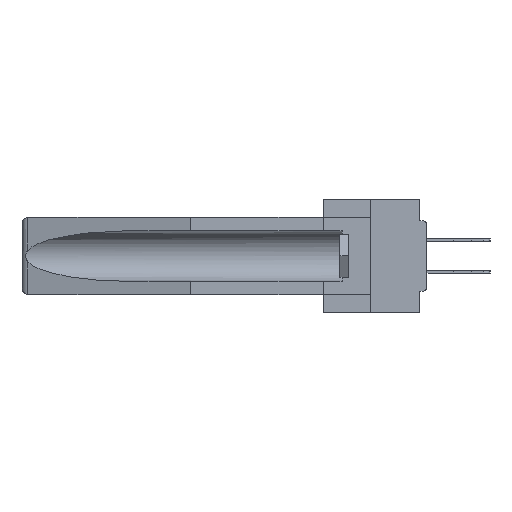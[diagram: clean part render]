
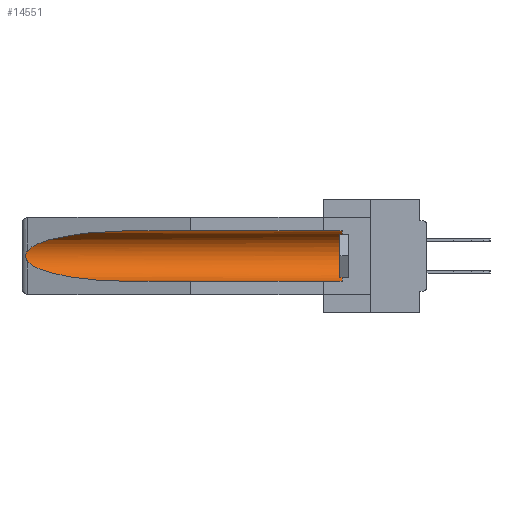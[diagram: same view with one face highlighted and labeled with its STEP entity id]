
A CAD part, left-side view. The second image highlights one B-rep face of the part: STEP entity #14551.
In plain terms, the highlighted cylindrical face has radius 2.857 mm (diameter 5.715 mm), a partial arc.
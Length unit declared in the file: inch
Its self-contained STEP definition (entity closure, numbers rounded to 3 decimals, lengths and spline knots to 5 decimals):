
#206 = EDGE_CURVE ( 'NONE', #12988, #4527, #19841, .T. ) ;
#1250 = CARTESIAN_POINT ( 'NONE',  ( 0.21114, 1.30732, -0.059 ) ) ;
#1283 = CARTESIAN_POINT ( 'NONE',  ( 0.155, 0.126, -0.284 ) ) ;
#2097 = CARTESIAN_POINT ( 'NONE',  ( 0.2675, 1.53308, -0.17534 ) ) ;
#2126 = AXIS2_PLACEMENT_3D ( 'NONE', #9255, #28755, #20410 ) ;
#2422 = VERTEX_POINT ( 'NONE', #1283 ) ;
#2578 = CARTESIAN_POINT ( 'NONE',  ( 0.26537, 1.52718, -0.19328 ) ) ;
#4527 = VERTEX_POINT ( 'NONE', #24237 ) ;
#6530 = CARTESIAN_POINT ( 'NONE',  ( 0.155, 0.126, -0.059 ) ) ;
#7014 = CARTESIAN_POINT ( 'NONE',  ( 0.26654, 1.53092, -0.15636 ) ) ;
#7152 =( BOUNDED_CURVE ( )  B_SPLINE_CURVE ( 3, ( #18465, #13000, #13117, #35061 ),
 .UNSPECIFIED., .F., .F. ) 
 B_SPLINE_CURVE_WITH_KNOTS ( ( 4, 4 ),
 ( 0.1948, 1.5708 ),
 .UNSPECIFIED. ) 
 CURVE ( )  GEOMETRIC_REPRESENTATION_ITEM ( )  RATIONAL_B_SPLINE_CURVE ( ( 1., 0.848, 0.848, 1. ) ) 
 REPRESENTATION_ITEM ( '' )  );
#7703 = DIRECTION ( 'NONE',  ( 0., 0., 1. ) ) ;
#8175 = CARTESIAN_POINT ( 'NONE',  ( 0.26537, 1.52718, -0.14972 ) ) ;
#8483 = ORIENTED_EDGE ( 'NONE', *, *, #21755, .T. ) ;
#9255 = CARTESIAN_POINT ( 'NONE',  ( 0.155, -0.30754, -0.1715 ) ) ;
#9319 = VECTOR ( 'NONE', #34082, 39.37008 ) ;
#10025 = ORIENTED_EDGE ( 'NONE', *, *, #35107, .T. ) ;
#10646 = ORIENTED_EDGE ( 'NONE', *, *, #33320, .F. ) ;
#10696 = CARTESIAN_POINT ( 'NONE',  ( 0.26655, 1.53094, -0.18657 ) ) ;
#11768 = CARTESIAN_POINT ( 'NONE',  ( 0.155, -0.30754, -0.284 ) ) ;
#12863 = LINE ( 'NONE', #34328, #9319 ) ;
#12988 = VERTEX_POINT ( 'NONE', #8175 ) ;
#13000 = CARTESIAN_POINT ( 'NONE',  ( 0.25451, 1.48313, -0.24835 ) ) ;
#13117 = CARTESIAN_POINT ( 'NONE',  ( 0.21114, 1.30732, -0.284 ) ) ;
#13840 = VERTEX_POINT ( 'NONE', #26498 ) ;
#14346 = VERTEX_POINT ( 'NONE', #22510 ) ;
#14551 = ADVANCED_FACE ( 'NONE', ( #32773 ), #17823, .F. ) ;
#16009 = VECTOR ( 'NONE', #31384, 39.37008 ) ;
#17002 = ORIENTED_EDGE ( 'NONE', *, *, #206, .T. ) ;
#17823 = CYLINDRICAL_SURFACE ( 'NONE', #2126, 0.1125 ) ;
#18465 = CARTESIAN_POINT ( 'NONE',  ( 0.26537, 1.52718, -0.19328 ) ) ;
#18528 = CARTESIAN_POINT ( 'NONE',  ( 0.2673, 1.5327, -0.16383 ) ) ;
#19207 = ORIENTED_EDGE ( 'NONE', *, *, #35449, .T. ) ;
#19841 = B_SPLINE_CURVE_WITH_KNOTS ( 'NONE', 3,
 ( #35256, #32521, #7014, #18528, #29449, #2097, #24922, #10696, #24807, #2578 ),
 .UNSPECIFIED., .F., .F.,
 ( 4, 2, 2, 2, 4 ),
 ( 0., 0.00029, 0.00058, 0.00087, 0.00117 ),
 .UNSPECIFIED. ) ;
#19935 = CIRCLE ( 'NONE', #32160, 0.1125 ) ;
#20410 = DIRECTION ( 'NONE',  ( 0., 0., 1. ) ) ;
#21755 = EDGE_CURVE ( 'NONE', #14346, #12988, #24342, .T. ) ;
#22510 = CARTESIAN_POINT ( 'NONE',  ( 0.155, 1.07973, -0.059 ) ) ;
#22993 = VERTEX_POINT ( 'NONE', #6530 ) ;
#24237 = CARTESIAN_POINT ( 'NONE',  ( 0.26537, 1.52718, -0.19328 ) ) ;
#24342 =( BOUNDED_CURVE ( )  B_SPLINE_CURVE ( 3, ( #26399, #1250, #35640, #27015 ),
 .UNSPECIFIED., .F., .F. ) 
 B_SPLINE_CURVE_WITH_KNOTS ( ( 4, 4 ),
 ( 4.71239, 6.08839 ),
 .UNSPECIFIED. ) 
 CURVE ( )  GEOMETRIC_REPRESENTATION_ITEM ( )  RATIONAL_B_SPLINE_CURVE ( ( 1., 0.848, 0.848, 1. ) ) 
 REPRESENTATION_ITEM ( '' )  );
#24807 = CARTESIAN_POINT ( 'NONE',  ( 0.26597, 1.5296, -0.19026 ) ) ;
#24922 = CARTESIAN_POINT ( 'NONE',  ( 0.2673, 1.53269, -0.17917 ) ) ;
#26399 = CARTESIAN_POINT ( 'NONE',  ( 0.155, 1.07973, -0.059 ) ) ;
#26408 = ORIENTED_EDGE ( 'NONE', *, *, #33639, .T. ) ;
#26498 = CARTESIAN_POINT ( 'NONE',  ( 0.155, 1.07973, -0.284 ) ) ;
#26836 = CARTESIAN_POINT ( 'NONE',  ( 0.155, 0.126, -0.1715 ) ) ;
#27015 = CARTESIAN_POINT ( 'NONE',  ( 0.26537, 1.52718, -0.14972 ) ) ;
#28755 = DIRECTION ( 'NONE',  ( 0., 1., 0. ) ) ;
#29449 = CARTESIAN_POINT ( 'NONE',  ( 0.2675, 1.53308, -0.16763 ) ) ;
#29653 = DIRECTION ( 'NONE',  ( 0., -1., 0. ) ) ;
#30454 = LINE ( 'NONE', #11768, #16009 ) ;
#31384 = DIRECTION ( 'NONE',  ( 0., 1., 0. ) ) ;
#32160 = AXIS2_PLACEMENT_3D ( 'NONE', #26836, #29653, #7703 ) ;
#32521 = CARTESIAN_POINT ( 'NONE',  ( 0.26597, 1.52961, -0.15275 ) ) ;
#32566 = EDGE_LOOP ( 'NONE', ( #8483, #17002, #19207, #10646, #26408, #10025 ) ) ;
#32773 = FACE_OUTER_BOUND ( 'NONE', #32566, .T. ) ;
#33320 = EDGE_CURVE ( 'NONE', #2422, #13840, #30454, .T. ) ;
#33639 = EDGE_CURVE ( 'NONE', #2422, #22993, #19935, .T. ) ;
#34082 = DIRECTION ( 'NONE',  ( 0., 1., 0. ) ) ;
#34328 = CARTESIAN_POINT ( 'NONE',  ( 0.155, -0.30754, -0.059 ) ) ;
#35061 = CARTESIAN_POINT ( 'NONE',  ( 0.155, 1.07973, -0.284 ) ) ;
#35107 = EDGE_CURVE ( 'NONE', #22993, #14346, #12863, .T. ) ;
#35256 = CARTESIAN_POINT ( 'NONE',  ( 0.26537, 1.52718, -0.14972 ) ) ;
#35449 = EDGE_CURVE ( 'NONE', #4527, #13840, #7152, .T. ) ;
#35640 = CARTESIAN_POINT ( 'NONE',  ( 0.25451, 1.48313, -0.09465 ) ) ;
